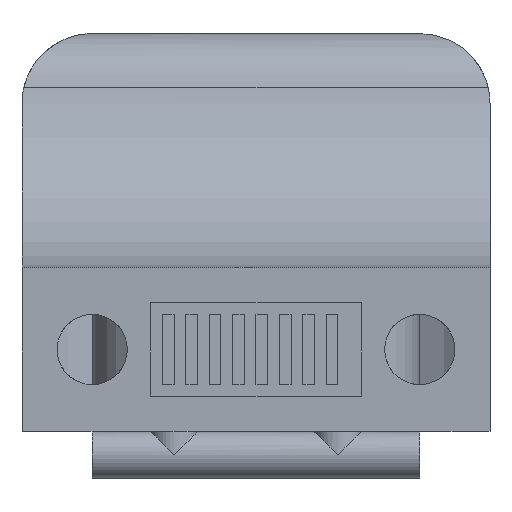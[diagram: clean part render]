
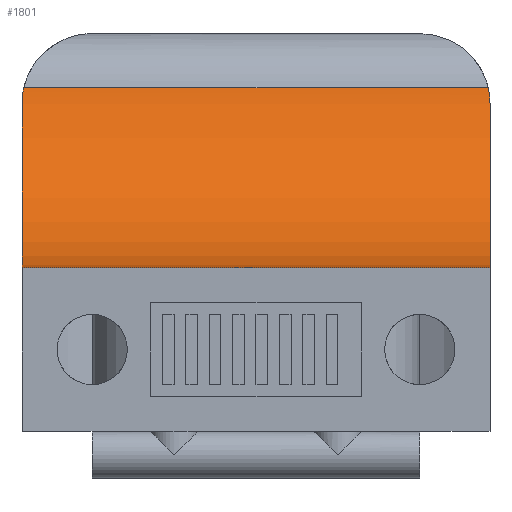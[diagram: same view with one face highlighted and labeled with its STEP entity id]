
A CAD part, front view. The second image highlights one B-rep face of the part: STEP entity #1801.
In plain terms, the highlighted cylindrical face has radius 254 mm (diameter 508 mm), a partial arc.
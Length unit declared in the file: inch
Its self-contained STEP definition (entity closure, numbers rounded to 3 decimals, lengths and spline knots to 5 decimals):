
#108=B_SPLINE_CURVE_WITH_KNOTS('',3,(#2586,#2587,#2588,#2589,#2590,#2591,
#2592,#2593),.UNSPECIFIED.,.F.,.F.,(4,2,2,4),(33.33119,33.61299,
34.75183,35.05241),.UNSPECIFIED.);
#109=B_SPLINE_CURVE_WITH_KNOTS('',3,(#2599,#2600,#2601,#2602,#2603,#2604),
 .UNSPECIFIED.,.F.,.F.,(4,2,4),(35.94352,37.40709,37.72719),
 .UNSPECIFIED.);
#164=FACE_OUTER_BOUND('',#266,.T.);
#266=EDGE_LOOP('',(#1375,#1376,#1377,#1378,#1379,#1380));
#356=LINE('',#2610,#545);
#414=LINE('',#2925,#603);
#545=VECTOR('',#2090,0.3937);
#603=VECTOR('',#2270,0.3937);
#731=CIRCLE('',#1900,10.);
#758=CIRCLE('',#1953,10.);
#783=VERTEX_POINT('',#2583);
#784=VERTEX_POINT('',#2585);
#785=VERTEX_POINT('',#2596);
#786=VERTEX_POINT('',#2598);
#790=VERTEX_POINT('',#2618);
#847=VERTEX_POINT('',#2917);
#955=EDGE_CURVE('',#783,#784,#108,.T.);
#958=EDGE_CURVE('',#785,#786,#109,.T.);
#962=EDGE_CURVE('',#786,#783,#356,.T.);
#966=EDGE_CURVE('',#790,#784,#731,.T.);
#1051=EDGE_CURVE('',#785,#847,#758,.T.);
#1052=EDGE_CURVE('',#847,#790,#414,.T.);
#1375=ORIENTED_EDGE('',*,*,#958,.F.);
#1376=ORIENTED_EDGE('',*,*,#1051,.T.);
#1377=ORIENTED_EDGE('',*,*,#1052,.T.);
#1378=ORIENTED_EDGE('',*,*,#966,.T.);
#1379=ORIENTED_EDGE('',*,*,#955,.F.);
#1380=ORIENTED_EDGE('',*,*,#962,.F.);
#1713=CYLINDRICAL_SURFACE('',#1958,10.);
#1801=ADVANCED_FACE('',(#164),#1713,.F.);
#1900=AXIS2_PLACEMENT_3D('',#2619,#2098,#2099);
#1953=AXIS2_PLACEMENT_3D('',#2919,#2258,#2259);
#1958=AXIS2_PLACEMENT_3D('',#2924,#2268,#2269);
#2090=DIRECTION('',(1.,0.,0.));
#2098=DIRECTION('center_axis',(1.,0.,0.));
#2099=DIRECTION('ref_axis',(0.,0.707,-0.707));
#2258=DIRECTION('center_axis',(-1.,0.,0.));
#2259=DIRECTION('ref_axis',(0.,0.707,-0.707));
#2268=DIRECTION('center_axis',(-1.,0.,0.));
#2269=DIRECTION('ref_axis',(0.,0.707,-0.707));
#2270=DIRECTION('',(1.,0.,0.));
#2583=CARTESIAN_POINT('',(19.91903,18.73009,14.69231));
#2585=CARTESIAN_POINT('',(20.,18.53939,14.));
#2586=CARTESIAN_POINT('Ctrl Pts',(19.91903,18.73009,14.69231));
#2587=CARTESIAN_POINT('Ctrl Pts',(19.92774,18.72138,14.65558));
#2588=CARTESIAN_POINT('Ctrl Pts',(19.93579,18.71237,14.61854));
#2589=CARTESIAN_POINT('Ctrl Pts',(19.97291,18.66551,14.43057));
#2590=CARTESIAN_POINT('Ctrl Pts',(19.99127,18.62314,14.27586));
#2591=CARTESIAN_POINT('Ctrl Pts',(19.99918,18.56462,14.08114));
#2592=CARTESIAN_POINT('Ctrl Pts',(20.,18.55213,14.04051));
#2593=CARTESIAN_POINT('Ctrl Pts',(20.,18.53939,14.));
#2596=CARTESIAN_POINT('',(0.,18.53939,14.));
#2598=CARTESIAN_POINT('',(0.08097,18.73009,14.69231));
#2599=CARTESIAN_POINT('Ctrl Pts',(0.,18.53939,
14.));
#2600=CARTESIAN_POINT('Ctrl Pts',(0.,18.59701,
14.18322));
#2601=CARTESIAN_POINT('Ctrl Pts',(0.01707,18.65123,14.37455));
#2602=CARTESIAN_POINT('Ctrl Pts',(0.06202,18.70989,14.60838));
#2603=CARTESIAN_POINT('Ctrl Pts',(0.07103,18.72014,14.65037));
#2604=CARTESIAN_POINT('Ctrl Pts',(0.08097,18.73009,14.69231));
#2610=CARTESIAN_POINT('',(5.,18.73009,14.69231));
#2618=CARTESIAN_POINT('',(20.,9.,7.));
#2619=CARTESIAN_POINT('Origin',(20.,9.,17.));
#2917=CARTESIAN_POINT('',(0.,9.,7.));
#2919=CARTESIAN_POINT('Origin',(0.,9.,17.));
#2924=CARTESIAN_POINT('Origin',(5.,9.,17.));
#2925=CARTESIAN_POINT('',(5.,9.,7.));
